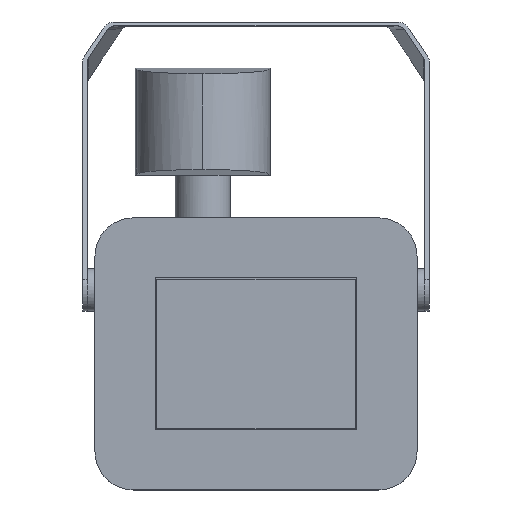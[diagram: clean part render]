
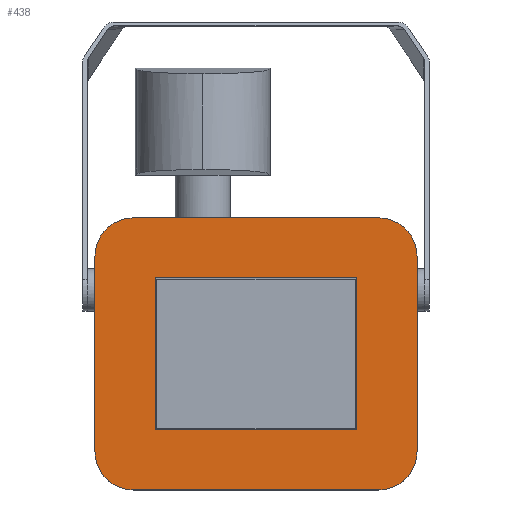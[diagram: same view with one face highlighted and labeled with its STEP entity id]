
A CAD part, top view. The second image highlights one B-rep face of the part: STEP entity #438.
In plain terms, the highlighted planar face has unit normal (0, 0, 1).
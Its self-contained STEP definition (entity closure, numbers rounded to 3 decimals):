
#17 = DIRECTION ( 'NONE',  ( 0., 0., 1. ) ) ;
#21 = VERTEX_POINT ( 'NONE', #847 ) ;
#60 = LINE ( 'NONE', #616, #200 ) ;
#84 = VERTEX_POINT ( 'NONE', #2161 ) ;
#94 = ORIENTED_EDGE ( 'NONE', *, *, #2404, .T. ) ;
#121 = ORIENTED_EDGE ( 'NONE', *, *, #957, .T. ) ;
#149 = CIRCLE ( 'NONE', #460, 12.5 ) ;
#168 = DIRECTION ( 'NONE',  ( 1., 0., 0. ) ) ;
#188 = VERTEX_POINT ( 'NONE', #966 ) ;
#199 = CARTESIAN_POINT ( 'NONE',  ( -32.8, 24.8, 0. ) ) ;
#200 = VECTOR ( 'NONE', #2163, 1000. ) ;
#238 = VECTOR ( 'NONE', #660, 1000. ) ;
#244 = CIRCLE ( 'NONE', #1340, 12.5 ) ;
#263 = DIRECTION ( 'NONE',  ( 0., 1., 0. ) ) ;
#276 = CARTESIAN_POINT ( 'NONE',  ( 0., 0., 0. ) ) ;
#305 = PLANE ( 'NONE',  #1543 ) ;
#316 = VECTOR ( 'NONE', #263, 1000. ) ;
#326 = VERTEX_POINT ( 'NONE', #1955 ) ;
#347 = CARTESIAN_POINT ( 'NONE',  ( -40., 31.85, 0. ) ) ;
#370 = EDGE_LOOP ( 'NONE', ( #627, #2255, #1769, #2036 ) ) ;
#380 = CARTESIAN_POINT ( 'NONE',  ( -40., 44.35, 0. ) ) ;
#400 = ORIENTED_EDGE ( 'NONE', *, *, #2141, .T. ) ;
#438 = ADVANCED_FACE ( 'NONE', ( #865, #1203 ), #305, .T. ) ;
#458 = CARTESIAN_POINT ( 'NONE',  ( 52.5, -44.35, 0. ) ) ;
#460 = AXIS2_PLACEMENT_3D ( 'NONE', #1507, #17, #1517 ) ;
#491 = VERTEX_POINT ( 'NONE', #520 ) ;
#520 = CARTESIAN_POINT ( 'NONE',  ( -32.8, -24.8, 0. ) ) ;
#522 = EDGE_CURVE ( 'NONE', #326, #84, #679, .T. ) ;
#527 = VERTEX_POINT ( 'NONE', #1278 ) ;
#593 = CARTESIAN_POINT ( 'NONE',  ( 32.8, 24.8, 0. ) ) ;
#602 = ORIENTED_EDGE ( 'NONE', *, *, #844, .T. ) ;
#616 = CARTESIAN_POINT ( 'NONE',  ( -52.5, -44.35, 0. ) ) ;
#627 = ORIENTED_EDGE ( 'NONE', *, *, #2236, .F. ) ;
#657 = CARTESIAN_POINT ( 'NONE',  ( 52.5, -31.85, 0. ) ) ;
#660 = DIRECTION ( 'NONE',  ( 0., 1., 0. ) ) ;
#679 = CIRCLE ( 'NONE', #2068, 12.5 ) ;
#713 = LINE ( 'NONE', #1471, #861 ) ;
#719 = DIRECTION ( 'NONE',  ( -1., 0., 0. ) ) ;
#749 = EDGE_LOOP ( 'NONE', ( #1553, #2188, #94, #602, #400, #767, #2260, #121 ) ) ;
#767 = ORIENTED_EDGE ( 'NONE', *, *, #998, .T. ) ;
#808 = LINE ( 'NONE', #1764, #316 ) ;
#836 = EDGE_CURVE ( 'NONE', #1363, #1555, #713, .T. ) ;
#838 = DIRECTION ( 'NONE',  ( 1., 0., 0. ) ) ;
#844 = EDGE_CURVE ( 'NONE', #873, #527, #1810, .T. ) ;
#847 = CARTESIAN_POINT ( 'NONE',  ( -52.5, -31.85, 0. ) ) ;
#861 = VECTOR ( 'NONE', #2042, 1000. ) ;
#865 = FACE_OUTER_BOUND ( 'NONE', #749, .T. ) ;
#873 = VERTEX_POINT ( 'NONE', #380 ) ;
#900 = EDGE_CURVE ( 'NONE', #188, #1555, #1874, .T. ) ;
#910 = DIRECTION ( 'NONE',  ( 1., 0., 0. ) ) ;
#925 = CARTESIAN_POINT ( 'NONE',  ( -40., -44.35, 0. ) ) ;
#957 = EDGE_CURVE ( 'NONE', #1723, #1251, #149, .T. ) ;
#966 = CARTESIAN_POINT ( 'NONE',  ( -32.8, 24.8, 0. ) ) ;
#998 = EDGE_CURVE ( 'NONE', #21, #2393, #244, .T. ) ;
#1101 = DIRECTION ( 'NONE',  ( 0., 0., 1. ) ) ;
#1168 = AXIS2_PLACEMENT_3D ( 'NONE', #347, #1101, #168 ) ;
#1203 = FACE_BOUND ( 'NONE', #370, .T. ) ;
#1249 = EDGE_CURVE ( 'NONE', #2393, #1723, #2361, .T. ) ;
#1251 = VERTEX_POINT ( 'NONE', #657 ) ;
#1278 = CARTESIAN_POINT ( 'NONE',  ( -52.5, 31.85, 0. ) ) ;
#1332 = VECTOR ( 'NONE', #719, 1000. ) ;
#1340 = AXIS2_PLACEMENT_3D ( 'NONE', #1578, #2337, #1391 ) ;
#1363 = VERTEX_POINT ( 'NONE', #1846 ) ;
#1374 = CARTESIAN_POINT ( 'NONE',  ( -32.8, -24.8, 0. ) ) ;
#1391 = DIRECTION ( 'NONE',  ( 1., 0., 0. ) ) ;
#1445 = CARTESIAN_POINT ( 'NONE',  ( -32.8, -24.8, 0. ) ) ;
#1452 = VECTOR ( 'NONE', #910, 1000. ) ;
#1462 = VECTOR ( 'NONE', #2374, 1000. ) ;
#1471 = CARTESIAN_POINT ( 'NONE',  ( 32.8, -24.8, 0. ) ) ;
#1480 = CARTESIAN_POINT ( 'NONE',  ( 40., 31.85, 0. ) ) ;
#1489 = LINE ( 'NONE', #2254, #1332 ) ;
#1507 = CARTESIAN_POINT ( 'NONE',  ( 40., -31.85, 0. ) ) ;
#1517 = DIRECTION ( 'NONE',  ( 1., 0., 0. ) ) ;
#1543 = AXIS2_PLACEMENT_3D ( 'NONE', #276, #1994, #838 ) ;
#1553 = ORIENTED_EDGE ( 'NONE', *, *, #1727, .T. ) ;
#1555 = VERTEX_POINT ( 'NONE', #593 ) ;
#1571 = VECTOR ( 'NONE', #1659, 1000. ) ;
#1578 = CARTESIAN_POINT ( 'NONE',  ( -40., -31.85, 0. ) ) ;
#1600 = LINE ( 'NONE', #1374, #238 ) ;
#1657 = LINE ( 'NONE', #1445, #1452 ) ;
#1659 = DIRECTION ( 'NONE',  ( 1., 0., 0. ) ) ;
#1723 = VERTEX_POINT ( 'NONE', #2364 ) ;
#1727 = EDGE_CURVE ( 'NONE', #1251, #326, #808, .T. ) ;
#1746 = EDGE_CURVE ( 'NONE', #491, #188, #1600, .T. ) ;
#1764 = CARTESIAN_POINT ( 'NONE',  ( 52.5, -44.35, 0. ) ) ;
#1769 = ORIENTED_EDGE ( 'NONE', *, *, #900, .T. ) ;
#1810 = CIRCLE ( 'NONE', #1168, 12.5 ) ;
#1846 = CARTESIAN_POINT ( 'NONE',  ( 32.8, -24.8, 0. ) ) ;
#1865 = DIRECTION ( 'NONE',  ( 1., 0., 0. ) ) ;
#1874 = LINE ( 'NONE', #199, #1571 ) ;
#1955 = CARTESIAN_POINT ( 'NONE',  ( 52.5, 31.85, 0. ) ) ;
#1994 = DIRECTION ( 'NONE',  ( 0., 0., 1. ) ) ;
#2036 = ORIENTED_EDGE ( 'NONE', *, *, #836, .F. ) ;
#2042 = DIRECTION ( 'NONE',  ( 0., 1., 0. ) ) ;
#2068 = AXIS2_PLACEMENT_3D ( 'NONE', #1480, #2217, #1865 ) ;
#2141 = EDGE_CURVE ( 'NONE', #527, #21, #60, .T. ) ;
#2161 = CARTESIAN_POINT ( 'NONE',  ( 40., 44.35, 0. ) ) ;
#2163 = DIRECTION ( 'NONE',  ( 0., -1., 0. ) ) ;
#2188 = ORIENTED_EDGE ( 'NONE', *, *, #522, .T. ) ;
#2217 = DIRECTION ( 'NONE',  ( 0., 0., 1. ) ) ;
#2236 = EDGE_CURVE ( 'NONE', #491, #1363, #1657, .T. ) ;
#2254 = CARTESIAN_POINT ( 'NONE',  ( 52.5, 44.35, 0. ) ) ;
#2255 = ORIENTED_EDGE ( 'NONE', *, *, #1746, .T. ) ;
#2260 = ORIENTED_EDGE ( 'NONE', *, *, #1249, .T. ) ;
#2337 = DIRECTION ( 'NONE',  ( 0., 0., 1. ) ) ;
#2361 = LINE ( 'NONE', #458, #1462 ) ;
#2364 = CARTESIAN_POINT ( 'NONE',  ( 40., -44.35, 0. ) ) ;
#2374 = DIRECTION ( 'NONE',  ( 1., 0., 0. ) ) ;
#2393 = VERTEX_POINT ( 'NONE', #925 ) ;
#2404 = EDGE_CURVE ( 'NONE', #84, #873, #1489, .T. ) ;
